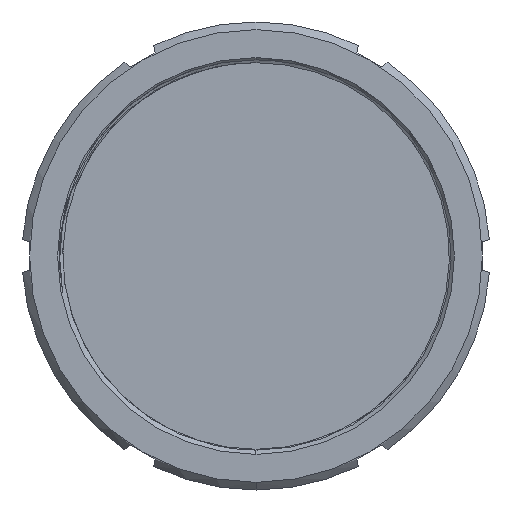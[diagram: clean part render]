
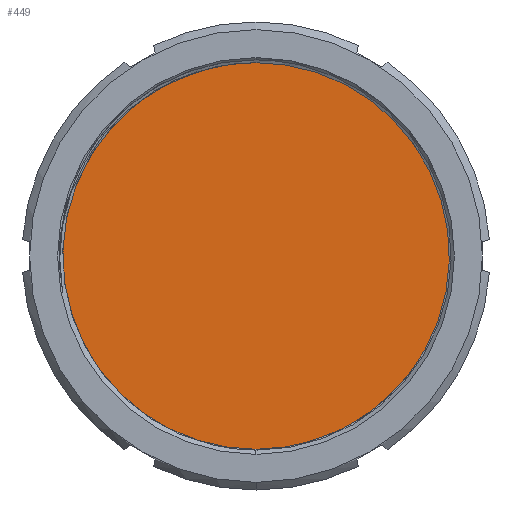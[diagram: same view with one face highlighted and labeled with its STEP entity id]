
A CAD part, left-side view. The second image highlights one B-rep face of the part: STEP entity #449.
In plain terms, the highlighted planar face has unit normal (-1, 0, 0).
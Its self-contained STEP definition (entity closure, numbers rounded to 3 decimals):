
#20 = VERTEX_POINT ( 'NONE', #4142 ) ;
#238 = AXIS2_PLACEMENT_3D ( 'NONE', #1194, #3332, #412 ) ;
#286 = CARTESIAN_POINT ( 'NONE',  ( 9.38, 0., 38.5 ) ) ;
#412 = DIRECTION ( 'NONE',  ( 0., 0., -1. ) ) ;
#449 = ADVANCED_FACE ( 'NONE', ( #3356 ), #3036, .F. ) ;
#587 = EDGE_CURVE ( 'NONE', #1487, #20, #629, .T. ) ;
#629 = CIRCLE ( 'NONE', #2676, 38.5 ) ;
#1070 = AXIS2_PLACEMENT_3D ( 'NONE', #2240, #4192, #2201 ) ;
#1194 = CARTESIAN_POINT ( 'NONE',  ( 9.38, 38.5, 0. ) ) ;
#1487 = VERTEX_POINT ( 'NONE', #286 ) ;
#1492 = DIRECTION ( 'NONE',  ( 0., 0., 1. ) ) ;
#1838 = ORIENTED_EDGE ( 'NONE', *, *, #3872, .T. ) ;
#1952 = CIRCLE ( 'NONE', #1070, 38.5 ) ;
#2201 = DIRECTION ( 'NONE',  ( 0., 0., 1. ) ) ;
#2240 = CARTESIAN_POINT ( 'NONE',  ( 9.38, 0., 0. ) ) ;
#2397 = CARTESIAN_POINT ( 'NONE',  ( 9.38, 0., 0. ) ) ;
#2676 = AXIS2_PLACEMENT_3D ( 'NONE', #2397, #3701, #1492 ) ;
#3036 = PLANE ( 'NONE',  #238 ) ;
#3160 = EDGE_LOOP ( 'NONE', ( #3478, #1838 ) ) ;
#3332 = DIRECTION ( 'NONE',  ( 1., 0., 0. ) ) ;
#3356 = FACE_OUTER_BOUND ( 'NONE', #3160, .T. ) ;
#3478 = ORIENTED_EDGE ( 'NONE', *, *, #587, .T. ) ;
#3701 = DIRECTION ( 'NONE',  ( -1., 0., 0. ) ) ;
#3872 = EDGE_CURVE ( 'NONE', #20, #1487, #1952, .T. ) ;
#4142 = CARTESIAN_POINT ( 'NONE',  ( 9.38, 0., -38.5 ) ) ;
#4192 = DIRECTION ( 'NONE',  ( -1., 0., 0. ) ) ;
